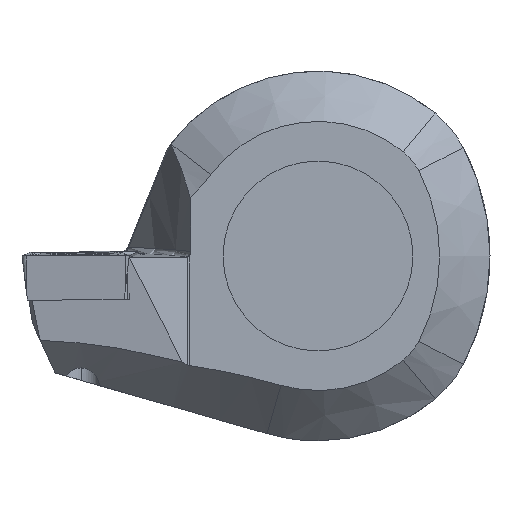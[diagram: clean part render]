
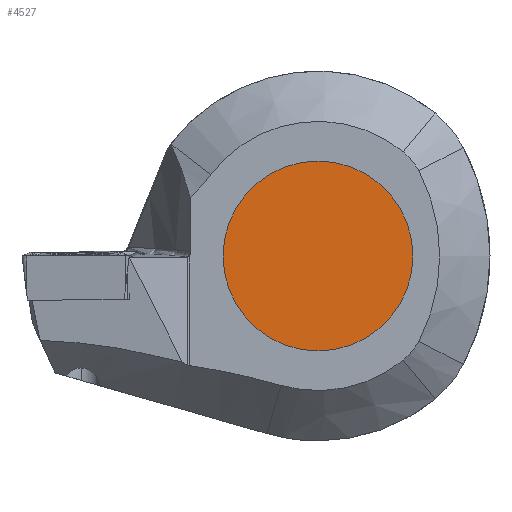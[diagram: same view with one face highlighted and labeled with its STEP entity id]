
A CAD part, left-side view. The second image highlights one B-rep face of the part: STEP entity #4527.
In plain terms, the highlighted planar face has unit normal (-1, 0, 0).
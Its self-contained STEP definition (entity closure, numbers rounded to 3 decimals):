
#175 = DIRECTION ( 'NONE',  ( 0., -1., 0. ) ) ;
#685 = AXIS2_PLACEMENT_3D ( 'NONE', #4237, #4330, #4384 ) ;
#779 = AXIS2_PLACEMENT_3D ( 'NONE', #5185, #2772, #175 ) ;
#792 = CIRCLE ( 'NONE', #685, 8.5 ) ;
#844 = ORIENTED_EDGE ( 'NONE', *, *, #1565, .T. ) ;
#1050 = EDGE_CURVE ( 'NONE', #1206, #5243, #4017, .T. ) ;
#1206 = VERTEX_POINT ( 'NONE', #4905 ) ;
#1565 = EDGE_CURVE ( 'NONE', #5243, #1206, #792, .T. ) ;
#2350 = PLANE ( 'NONE',  #779 ) ;
#2671 = EDGE_LOOP ( 'NONE', ( #4180, #844 ) ) ;
#2772 = DIRECTION ( 'NONE',  ( -1., 0., 0. ) ) ;
#3598 = CARTESIAN_POINT ( 'NONE',  ( -10., 0., 0. ) ) ;
#3663 = DIRECTION ( 'NONE',  ( -1., 0., 0. ) ) ;
#3680 = DIRECTION ( 'NONE',  ( 0., -1., 0. ) ) ;
#4017 = CIRCLE ( 'NONE', #4597, 8.5 ) ;
#4180 = ORIENTED_EDGE ( 'NONE', *, *, #1050, .T. ) ;
#4237 = CARTESIAN_POINT ( 'NONE',  ( -10., 0., 0. ) ) ;
#4304 = FACE_OUTER_BOUND ( 'NONE', #2671, .T. ) ;
#4330 = DIRECTION ( 'NONE',  ( -1., 0., 0. ) ) ;
#4384 = DIRECTION ( 'NONE',  ( 0., -1., 0. ) ) ;
#4527 = ADVANCED_FACE ( 'NONE', ( #4304 ), #2350, .T. ) ;
#4597 = AXIS2_PLACEMENT_3D ( 'NONE', #3598, #3663, #3680 ) ;
#4905 = CARTESIAN_POINT ( 'NONE',  ( -10., -8.5, 0. ) ) ;
#5131 = CARTESIAN_POINT ( 'NONE',  ( -10., 8.5, 0. ) ) ;
#5185 = CARTESIAN_POINT ( 'NONE',  ( -10., 0., 0. ) ) ;
#5243 = VERTEX_POINT ( 'NONE', #5131 ) ;
